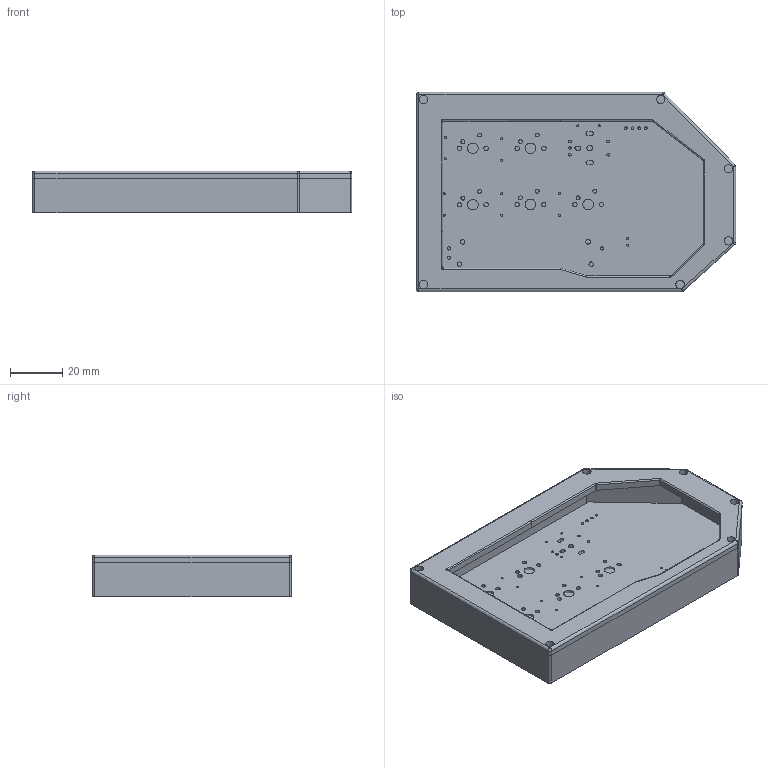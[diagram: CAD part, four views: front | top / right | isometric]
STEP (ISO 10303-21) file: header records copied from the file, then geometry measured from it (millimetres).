
FILE_DESCRIPTION(/* description */ ('','CAx-IF Rec.Pracs.---Representation and Presentation of Product Manufacturing Information (PMI)---4.0---2014-10-13'),/* implementation_level */ '2;1');
FILE_NAME(/* name */ 'meowpad v7.step',/* time_stamp */ '2025-02-05T22:48:54+08:00',/* author */ (''),/* organization */ (''),/* preprocessor_version */ 'ST-DEVELOPER v20',/* originating_system */ 'Autodesk Translation Framework v13.20.0.188',/* authorisation */ '');
FILE_SCHEMA (('AP242_MANAGED_MODEL_BASED_3D_ENGINEERING_MIM_LF { 1 0 10303 442 1 1 4 }'));
Length unit declared in the file: millimetre
Products named in the file (4): meowpad; meowpad_1; Component3; meowpad_PCB
Assembly tree (3 placements, depth 3):
  meowpad
    meowpad_1
    Component3
      meowpad_PCB
Bounding box: 121.8 x 76 x 16 mm (x, y, z)
Volume: 63332 mm3; surface area: 48352.9 mm2
Topology: 3 solids, 3 shells, 788 faces, 2176 edges, 1432 vertices
Faces by surface type: bspline 419, plane 250, cylinder 112, sphere 7
Full cylindrical faces by diameter (mm): 0.8 x14, 1 x9, 1.2 x3, 1.5 x10, 1.7 x14, 2.1 x1, 3.2 x12, 4 x5
Entity records: 29328 total; most frequent: CARTESIAN_POINT 11575, ORIENTED_EDGE 4338, DIRECTION 2322, EDGE_CURVE 2169, VERTEX_POINT 1432, LINE 1116, VECTOR 1116, EDGE_LOOP 965
